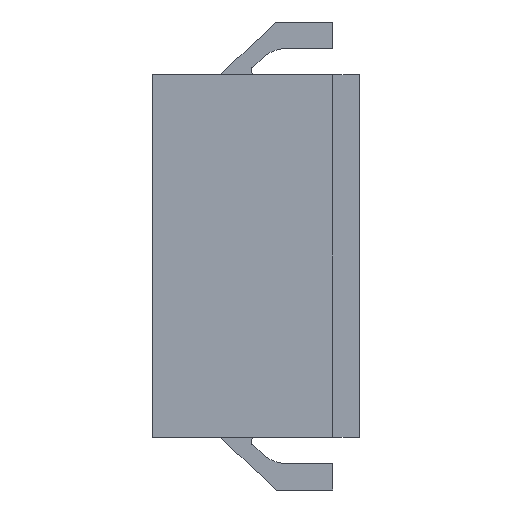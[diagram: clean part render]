
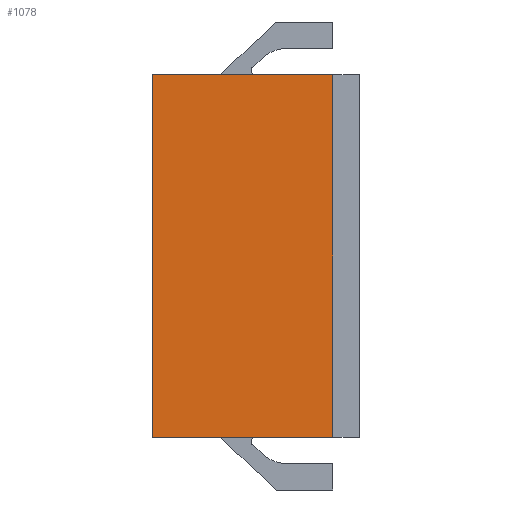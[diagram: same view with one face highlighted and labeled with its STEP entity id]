
A CAD part, front view. The second image highlights one B-rep face of the part: STEP entity #1078.
In plain terms, the highlighted planar face has unit normal (0, -1, 0).
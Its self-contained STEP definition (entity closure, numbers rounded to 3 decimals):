
#799 = VERTEX_POINT ( 'NONE', #2443 ) ;
#807 = EDGE_CURVE ( 'NONE', #799, #854, #2437, .T. ) ;
#854 = VERTEX_POINT ( 'NONE', #2585 ) ;
#867 = VERTEX_POINT ( 'NONE', #2565 ) ;
#873 = EDGE_CURVE ( 'NONE', #854, #867, #2624, .T. ) ;
#903 = VERTEX_POINT ( 'NONE', #2636 ) ;
#1013 = ORIENTED_EDGE ( 'NONE', *, *, #873, .F. ) ;
#1030 = EDGE_CURVE ( 'NONE', #799, #903, #2828, .T. ) ;
#1057 = ORIENTED_EDGE ( 'NONE', *, *, #1058, .T. ) ;
#1058 = EDGE_CURVE ( 'NONE', #903, #867, #2917, .T. ) ;
#1071 = ORIENTED_EDGE ( 'NONE', *, *, #807, .F. ) ;
#1072 = ORIENTED_EDGE ( 'NONE', *, *, #1030, .T. ) ;
#1078 = ADVANCED_FACE ( 'NONE', ( #2947 ), #2946, .F. ) ;
#1079 = EDGE_LOOP ( 'NONE', ( #1057, #1013, #1071, #1072 ) ) ;
#2434 = DIRECTION ( 'NONE',  ( 1., 0., 0. ) ) ;
#2435 = VECTOR ( 'NONE', #2434, 1000. ) ;
#2436 = CARTESIAN_POINT ( 'NONE',  ( 10.2, -2.5, 10.25 ) ) ;
#2437 = LINE ( 'NONE', #2436, #2435 ) ;
#2443 = CARTESIAN_POINT ( 'NONE',  ( 0., -2.5, 10.25 ) ) ;
#2565 = CARTESIAN_POINT ( 'NONE',  ( 10.2, -2.5, -10.25 ) ) ;
#2585 = CARTESIAN_POINT ( 'NONE',  ( 10.2, -2.5, 10.25 ) ) ;
#2621 = DIRECTION ( 'NONE',  ( 0., 0., -1. ) ) ;
#2622 = VECTOR ( 'NONE', #2621, 1000. ) ;
#2623 = CARTESIAN_POINT ( 'NONE',  ( 10.2, -2.5, 10.25 ) ) ;
#2624 = LINE ( 'NONE', #2623, #2622 ) ;
#2636 = CARTESIAN_POINT ( 'NONE',  ( 0., -2.5, -10.25 ) ) ;
#2825 = DIRECTION ( 'NONE',  ( 0., 0., -1. ) ) ;
#2826 = VECTOR ( 'NONE', #2825, 1000. ) ;
#2827 = CARTESIAN_POINT ( 'NONE',  ( 0., -2.5, 10.25 ) ) ;
#2828 = LINE ( 'NONE', #2827, #2826 ) ;
#2914 = DIRECTION ( 'NONE',  ( 1., 0., 0. ) ) ;
#2915 = VECTOR ( 'NONE', #2914, 1000. ) ;
#2916 = CARTESIAN_POINT ( 'NONE',  ( 10.2, -2.5, -10.25 ) ) ;
#2917 = LINE ( 'NONE', #2916, #2915 ) ;
#2942 = DIRECTION ( 'NONE',  ( -1., 0., 0. ) ) ;
#2943 = DIRECTION ( 'NONE',  ( 0., 1., 0. ) ) ;
#2944 = CARTESIAN_POINT ( 'NONE',  ( 10.2, -2.5, 10.25 ) ) ;
#2945 = AXIS2_PLACEMENT_3D ( 'NONE', #2944, #2943, #2942 ) ;
#2946 = PLANE ( 'NONE',  #2945 ) ;
#2947 = FACE_OUTER_BOUND ( 'NONE', #1079, .T. ) ;
